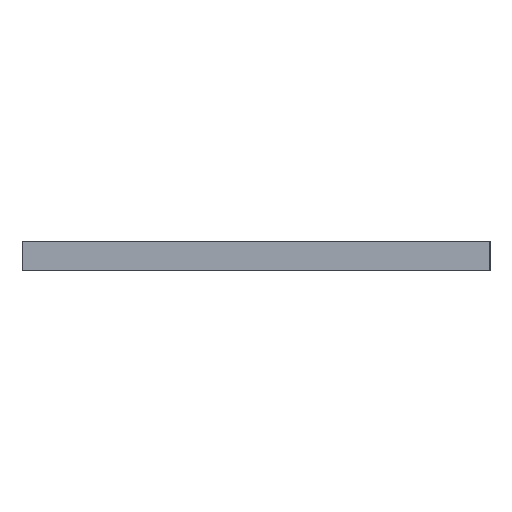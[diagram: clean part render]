
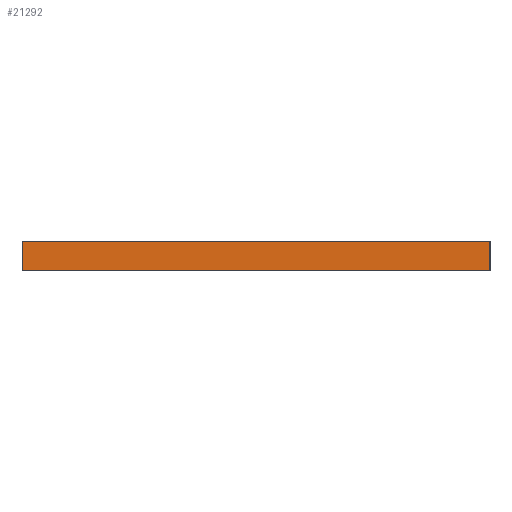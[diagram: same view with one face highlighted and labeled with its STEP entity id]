
A CAD part, left-side view. The second image highlights one B-rep face of the part: STEP entity #21292.
In plain terms, the highlighted planar face has unit normal (-1, 0, 0).
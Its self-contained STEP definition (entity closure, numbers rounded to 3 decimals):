
#4465=FACE_OUTER_BOUND('',#5760,.T.);
#5760=EDGE_LOOP('',(#19694,#19695,#19696,#19697));
#6977=LINE('',#46979,#8183);
#6982=LINE('',#47022,#8188);
#6983=LINE('',#47025,#8189);
#6984=LINE('',#47026,#8190);
#8183=VECTOR('',#23196,10.);
#8188=VECTOR('',#23271,10.);
#8189=VECTOR('',#23274,10.);
#8190=VECTOR('',#23275,10.);
#9991=VERTEX_POINT('',#46973);
#9993=VERTEX_POINT('',#46977);
#9996=VERTEX_POINT('',#47020);
#9997=VERTEX_POINT('',#47024);
#13247=EDGE_CURVE('',#9991,#9993,#6977,.T.);
#13252=EDGE_CURVE('',#9993,#9996,#6982,.T.);
#13253=EDGE_CURVE('',#9997,#9996,#6983,.T.);
#13254=EDGE_CURVE('',#9991,#9997,#6984,.T.);
#19694=ORIENTED_EDGE('',*,*,#13247,.T.);
#19695=ORIENTED_EDGE('',*,*,#13252,.T.);
#19696=ORIENTED_EDGE('',*,*,#13253,.F.);
#19697=ORIENTED_EDGE('',*,*,#13254,.F.);
#20017=PLANE('',#21561);
#21292=ADVANCED_FACE('',(#4465),#20017,.T.);
#21561=AXIS2_PLACEMENT_3D('',#47023,#23272,#23273);
#23196=DIRECTION('',(0.,1.,0.));
#23271=DIRECTION('',(0.,0.,-1.));
#23272=DIRECTION('center_axis',(-1.,0.,0.));
#23273=DIRECTION('ref_axis',(0.,1.,0.));
#23274=DIRECTION('',(0.,1.,0.));
#23275=DIRECTION('',(0.,0.,-1.));
#46973=CARTESIAN_POINT('',(-45.545,-4.,39.013));
#46977=CARTESIAN_POINT('',(-45.545,58.8,39.013));
#46979=CARTESIAN_POINT('',(-45.545,-4.,39.013));
#47020=CARTESIAN_POINT('',(-45.545,58.8,35.013));
#47022=CARTESIAN_POINT('',(-45.545,58.8,39.013));
#47023=CARTESIAN_POINT('Origin',(-45.545,-4.,39.013));
#47024=CARTESIAN_POINT('',(-45.545,-4.,35.013));
#47025=CARTESIAN_POINT('',(-45.545,-4.,35.013));
#47026=CARTESIAN_POINT('',(-45.545,-4.,39.013));
